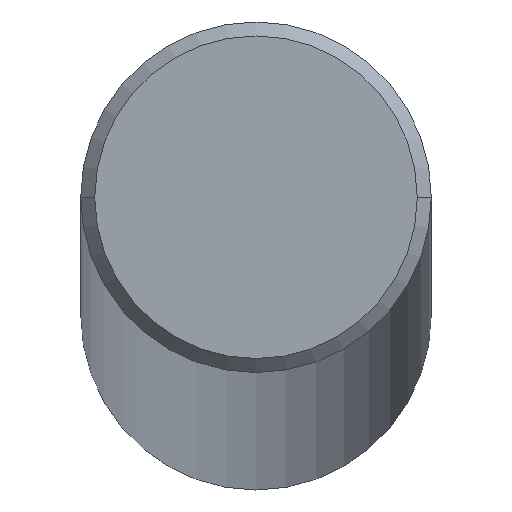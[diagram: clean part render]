
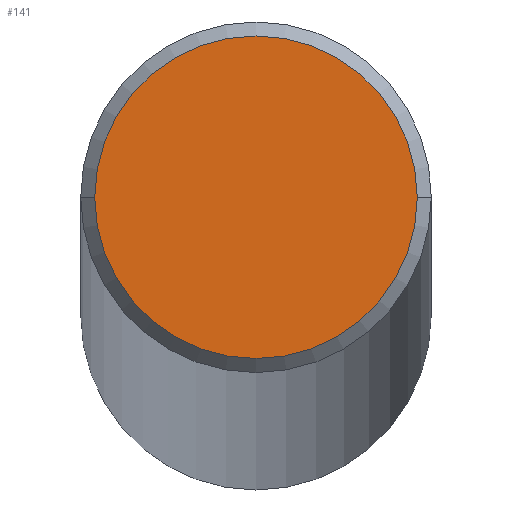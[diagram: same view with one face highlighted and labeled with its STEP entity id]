
A CAD part, top view. The second image highlights one B-rep face of the part: STEP entity #141.
In plain terms, the highlighted planar face has unit normal (0, 0, 1).
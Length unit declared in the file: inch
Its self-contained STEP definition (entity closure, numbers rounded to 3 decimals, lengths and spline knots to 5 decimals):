
#6 = EDGE_CURVE ( 'NONE', #149, #135, #178, .T. ) ;
#28 = AXIS2_PLACEMENT_3D ( 'NONE', #202, #96, #225 ) ;
#35 = ORIENTED_EDGE ( 'NONE', *, *, #95, .T. ) ;
#40 = EDGE_LOOP ( 'NONE', ( #35, #130 ) ) ;
#60 = CARTESIAN_POINT ( 'NONE',  ( -0.0575, 0., 12. ) ) ;
#63 = DIRECTION ( 'NONE',  ( 0., 0., 1. ) ) ;
#73 = DIRECTION ( 'NONE',  ( 0., 0., 1. ) ) ;
#79 = DIRECTION ( 'NONE',  ( 1., 0., 0. ) ) ;
#95 = EDGE_CURVE ( 'NONE', #135, #149, #219, .T. ) ;
#96 = DIRECTION ( 'NONE',  ( 0., 0., 1. ) ) ;
#113 = PLANE ( 'NONE',  #28 ) ;
#121 = AXIS2_PLACEMENT_3D ( 'NONE', #189, #63, #79 ) ;
#130 = ORIENTED_EDGE ( 'NONE', *, *, #6, .T. ) ;
#134 = CARTESIAN_POINT ( 'NONE',  ( 0.0575, 0., 12. ) ) ;
#135 = VERTEX_POINT ( 'NONE', #60 ) ;
#141 = ADVANCED_FACE ( 'NONE', ( #180 ), #113, .T. ) ;
#149 = VERTEX_POINT ( 'NONE', #134 ) ;
#178 = CIRCLE ( 'NONE', #121, 0.0575 ) ;
#180 = FACE_OUTER_BOUND ( 'NONE', #40, .T. ) ;
#183 = CARTESIAN_POINT ( 'NONE',  ( 0., 0., 12. ) ) ;
#189 = CARTESIAN_POINT ( 'NONE',  ( 0., 0., 12. ) ) ;
#201 = DIRECTION ( 'NONE',  ( 1., 0., 0. ) ) ;
#202 = CARTESIAN_POINT ( 'NONE',  ( 0., 0., 12. ) ) ;
#203 = AXIS2_PLACEMENT_3D ( 'NONE', #183, #73, #201 ) ;
#219 = CIRCLE ( 'NONE', #203, 0.0575 ) ;
#225 = DIRECTION ( 'NONE',  ( 1., 0., 0. ) ) ;
